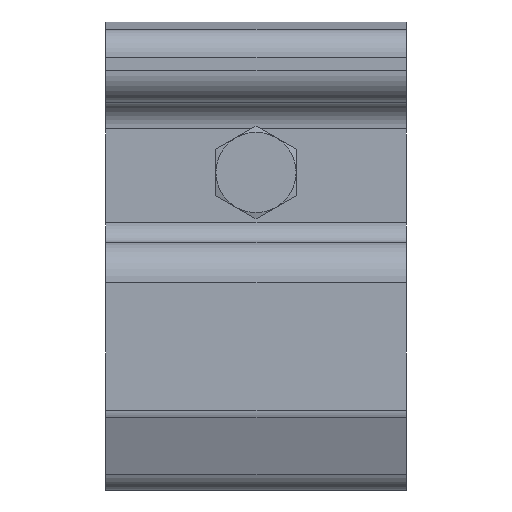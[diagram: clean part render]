
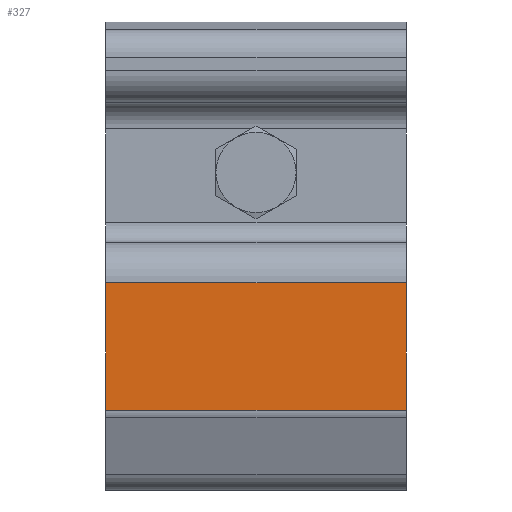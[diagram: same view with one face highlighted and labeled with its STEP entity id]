
A CAD part, left-side view. The second image highlights one B-rep face of the part: STEP entity #327.
In plain terms, the highlighted planar face has unit normal (-1, 0, 0).
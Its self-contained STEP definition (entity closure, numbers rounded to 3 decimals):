
#327=ADVANCED_FACE('',(#644),#645,.T.);
#644=FACE_OUTER_BOUND('',#1002,.T.);
#645=PLANE('',#1003);
#1002=EDGE_LOOP('',(#1605,#1606,#1607,#1608));
#1003=AXIS2_PLACEMENT_3D('',#1609,#1610,#1611);
#1605=ORIENTED_EDGE('',*,*,#2334,.T.);
#1606=ORIENTED_EDGE('',*,*,#2399,.T.);
#1607=ORIENTED_EDGE('',*,*,#2403,.F.);
#1608=ORIENTED_EDGE('',*,*,#2298,.T.);
#1609=CARTESIAN_POINT('',(-133.192,546.606,96.465));
#1610=DIRECTION('',(-1.,0.,0.));
#1611=DIRECTION('',(0.,0.,1.));
#2298=EDGE_CURVE('',#2754,#2752,#2755,.T.);
#2334=EDGE_CURVE('',#2752,#2814,#2816,.T.);
#2399=EDGE_CURVE('',#2814,#2914,#2916,.T.);
#2403=EDGE_CURVE('',#2754,#2914,#2920,.T.);
#2752=VERTEX_POINT('',#3402);
#2754=VERTEX_POINT('',#3404);
#2755=LINE('',#3405,#3406);
#2814=VERTEX_POINT('',#3484);
#2816=LINE('',#3486,#3487);
#2914=VERTEX_POINT('',#3619);
#2916=LINE('',#3621,#3622);
#2920=LINE('',#3627,#3628);
#3402=CARTESIAN_POINT('',(-133.192,547.772,96.465));
#3404=CARTESIAN_POINT('',(-133.192,547.772,6.465));
#3405=CARTESIAN_POINT('',(-133.192,547.772,96.465));
#3406=VECTOR('',#4106,1.);
#3484=CARTESIAN_POINT('',(-133.192,585.904,96.465));
#3486=CARTESIAN_POINT('',(-133.192,546.606,96.465));
#3487=VECTOR('',#4159,1.);
#3619=CARTESIAN_POINT('',(-133.192,585.904,6.465));
#3621=CARTESIAN_POINT('',(-133.192,585.904,96.465));
#3622=VECTOR('',#4270,1.);
#3627=CARTESIAN_POINT('',(-133.192,546.606,6.465));
#3628=VECTOR('',#4272,1.);
#4106=DIRECTION('',(0.,0.,1.));
#4159=DIRECTION('',(0.,1.,0.));
#4270=DIRECTION('',(0.,0.,-1.));
#4272=DIRECTION('',(0.,1.,0.));
